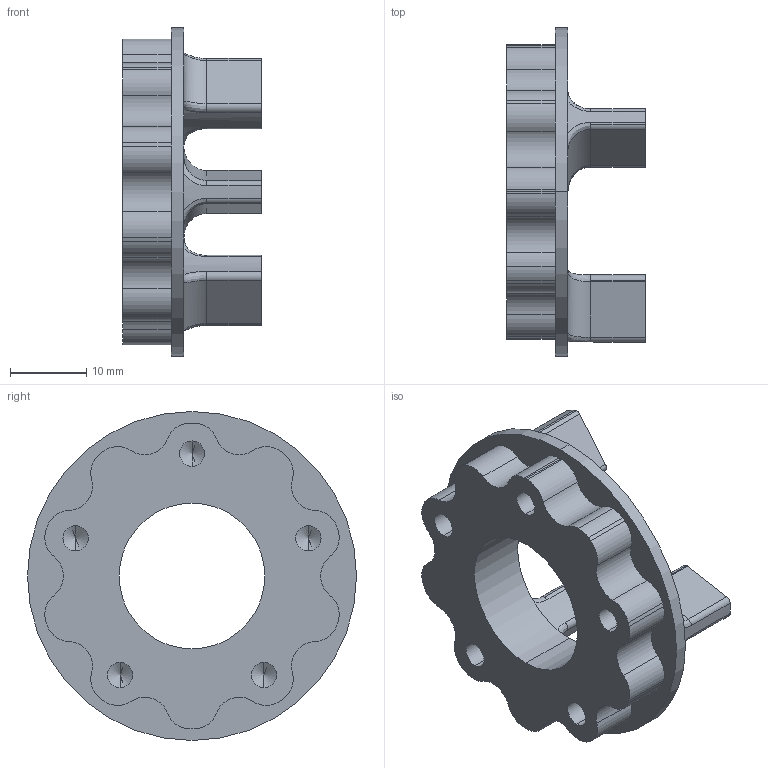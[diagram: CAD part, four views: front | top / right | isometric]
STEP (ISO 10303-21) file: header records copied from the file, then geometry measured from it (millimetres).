
FILE_DESCRIPTION (( 'STEP AP214' ), '1' );
FILE_NAME ('Cush_V3_Spline.STEP', '2024-05-03T03:26:04', ( '' ), ( '' ), 'SwSTEP 2.0', 'SolidWorks 2022', '' );
FILE_SCHEMA (( 'AUTOMOTIVE_DESIGN' ));
Length unit declared in the file: millimetre
Products named in the file (1): Cush_V3_Spline
Bounding box: 18.15 x 43 x 43 mm (x, y, z)
Volume: 7989.1 mm3; surface area: 4910.4 mm2
Topology: 1 solids, 1 shells, 120 faces, 320 edges, 201 vertices
Faces by surface type: cylinder 86, plane 12, bspline 12, cone 10
Entity records: 4638 total; most frequent: CARTESIAN_POINT 1634, DIRECTION 652, ORIENTED_EDGE 620, EDGE_CURVE 310, AXIS2_PLACEMENT_3D 269, VERTEX_POINT 201, CIRCLE 160, EDGE_LOOP 131
